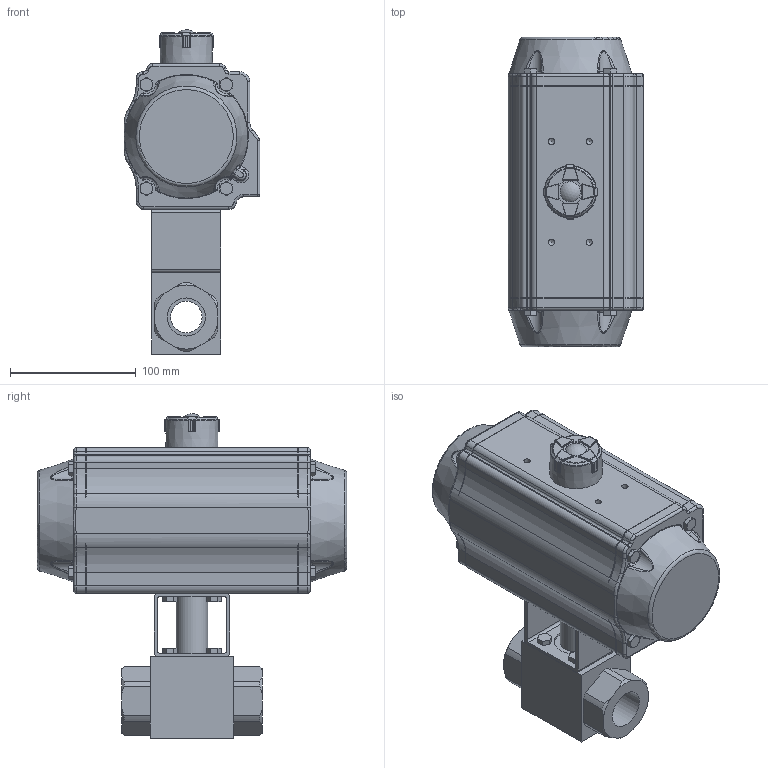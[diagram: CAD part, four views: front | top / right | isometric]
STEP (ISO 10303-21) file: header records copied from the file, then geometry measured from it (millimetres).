
FILE_DESCRIPTION(/* description */ ('Unknown'),/* implementation_level */ '2;1');
FILE_NAME(/* name */ 'DW05 4500_9769-06',/* time_stamp */ '2023-08-17T08:08:24+02:00',/* author */ ('Unknown'),/* organization */ ('Unknown'),/* preprocessor_version */ 'ST-DEVELOPER v18.102',/* originating_system */ 'Solid Edge',/* authorisation */ 'Unknown');
FILE_SCHEMA (('AUTOMOTIVE_DESIGN {1 0 10303 214 3 1 1}'));
Length unit declared in the file: millimetre
Products named in the file (13): AE50-7.500.025; F05_F05; 7.500.025; Spindeladapter SW11, Aufbau 50 ( 7.500.020); DW05_FR04_(DW110_FR81); ____; ________(___________; _____________; ______; hexagon head bolts--product grade c gb_GB_FASTENER_BOLT_HHBC M6X30-N; cup head nib bolts with large head gb_GB_FASTENER_BOLT_CHNBW M6X25-N; KP-88; DIN558_M_6x12.1.3
Assembly tree (28 placements, depth 4):
  AE50-7.500.025
    F05_F05
    7.500.025
    Spindeladapter SW11, Aufbau 50 ( 7.500.020)
    DW05_FR04_(DW110_FR81)
      ____
        ________(___________  x2
        _____________  x2
        ______
      hexagon head bolts--product grade c gb_GB_FASTENER_BOLT_HHBC M6X30-N  x8
      cup head nib bolts with large head gb_GB_FASTENER_BOLT_CHNBW M6X25-N
      KP-88
    DIN558_M_6x12.1.3  x8
Bounding box: 108 x 246 x 257.81 mm (x, y, z)
Volume: 2760841 mm3; surface area: 211995.3 mm2
Topology: 26 solids, 26 shells, 1229 faces, 2957 edges, 1806 vertices
Faces by surface type: plane 463, cylinder 355, cone 157, bspline 144, torus 99, sphere 11
Full cylindrical faces by diameter (mm): 3 x16, 3.3 x10, 4.2 x4, 4.66 x1, 4.917 x8, 5 x17, 6 x17, 6.2 x1, 6.8 x4, 7 x8, 8.8 x2, 24.6 x1, 24.8 x1, 25 x2, 30.291 x2, 35 x2, 35.2 x1, 38.5 x1
Entity records: 32074 total; most frequent: CARTESIAN_POINT 11468, DIRECTION 3965, ORIENTED_EDGE 3958, EDGE_CURVE 1979, AXIS2_PLACEMENT_3D 1581, VERTEX_POINT 1308, FACE_BOUND 1089, EDGE_LOOP 1062
